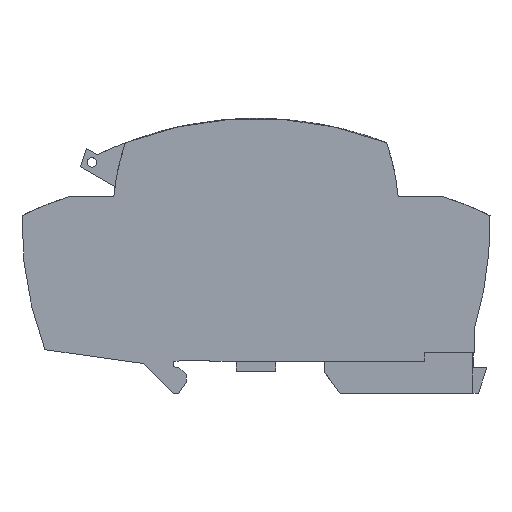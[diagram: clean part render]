
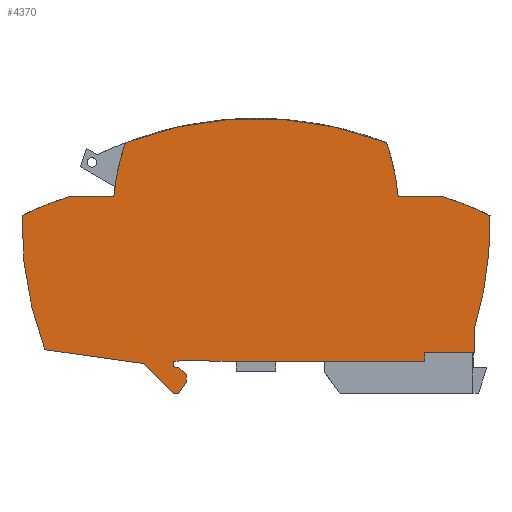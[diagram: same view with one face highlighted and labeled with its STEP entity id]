
A CAD part, left-side view. The second image highlights one B-rep face of the part: STEP entity #4370.
In plain terms, the highlighted face is planar.
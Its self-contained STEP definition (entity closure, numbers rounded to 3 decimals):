
#2310=CARTESIAN_POINT('',(-87.679,-51.544,
163.7));
#2320=DIRECTION('',(0.,0.,-1.));
#2330=DIRECTION('',(1.,0.,0.));
#2340=AXIS2_PLACEMENT_3D('',#2310,#2320,#2330);
#2350=PLANE('',#2340);
#2360=CARTESIAN_POINT('',(-53.443,42.322,
163.7));
#2370=DIRECTION('',(-1.,0.012,
0.));
#2380=VECTOR('',#2370,1.);
#2390=LINE('',#2360,#2380);
#2400=CARTESIAN_POINT('',(-3.061,41.703,
163.7));
#2410=VERTEX_POINT('',#2400);
#2420=CARTESIAN_POINT('',(-8.475,41.769,
163.7));
#2430=VERTEX_POINT('',#2420);
#2440=EDGE_CURVE('',#2410,#2430,#2390,.T.);
#2450=ORIENTED_EDGE('',*,*,#2440,.T.);
#2460=CARTESIAN_POINT('',(-53.498,37.914,
163.7));
#2470=DIRECTION('',(-0.997,-0.075,
0.));
#2480=VECTOR('',#2470,1.);
#2490=LINE('',#2460,#2480);
#2500=CARTESIAN_POINT('',(-0.773,41.875,
163.7));
#2510=VERTEX_POINT('',#2500);
#2520=EDGE_CURVE('',#2510,#2410,#2490,.T.);
#2530=ORIENTED_EDGE('',*,*,#2520,.T.);
#2540=CARTESIAN_POINT('',(-0.955,27.073,
163.7));
#2550=DIRECTION('',(0.012,1.,
0.));
#2560=VECTOR('',#2550,1.);
#2570=LINE('',#2540,#2560);
#2580=CARTESIAN_POINT('',(-0.759,42.975,
163.7));
#2590=VERTEX_POINT('',#2580);
#2600=EDGE_CURVE('',#2510,#2590,#2570,.T.);
#2610=ORIENTED_EDGE('',*,*,#2600,.F.);
#2620=CARTESIAN_POINT('',(-53.254,57.734,
163.7));
#2630=DIRECTION('',(-0.963,0.271,
0.));
#2640=VECTOR('',#2630,1.);
#2650=LINE('',#2620,#2640);
#2660=CARTESIAN_POINT('',(-2.053,43.338,
163.7));
#2670=VERTEX_POINT('',#2660);
#2680=EDGE_CURVE('',#2590,#2670,#2650,.T.);
#2690=ORIENTED_EDGE('',*,*,#2680,.F.);
#2700=CARTESIAN_POINT('',(13.996,26.89,
163.7));
#2710=DIRECTION('',(-0.698,0.716,
0.));
#2720=VECTOR('',#2710,1.);
#2730=LINE('',#2700,#2720);
#2740=CARTESIAN_POINT('',(-3.388,44.707,
163.7));
#2750=VERTEX_POINT('',#2740);
#2760=EDGE_CURVE('',#2670,#2750,#2730,.T.);
#2770=ORIENTED_EDGE('',*,*,#2760,.F.);
#2780=CARTESIAN_POINT('',(-3.605,27.106,
163.7));
#2790=DIRECTION('',(0.012,1.,
0.));
#2800=VECTOR('',#2790,1.);
#2810=LINE('',#2780,#2800);
#2820=CARTESIAN_POINT('',(-3.368,46.357,
163.7));
#2830=VERTEX_POINT('',#2820);
#2840=EDGE_CURVE('',#2750,#2830,#2810,.T.);
#2850=ORIENTED_EDGE('',*,*,#2840,.F.);
#2860=CARTESIAN_POINT('',(-17.084,27.272,
163.7));
#2870=DIRECTION('',(0.584,0.812,
0.));
#2880=VECTOR('',#2870,1.);
#2890=LINE('',#2860,#2880);
#2900=CARTESIAN_POINT('',(-1.658,48.736,
163.7));
#2910=VERTEX_POINT('',#2900);
#2920=EDGE_CURVE('',#2830,#2910,#2890,.T.);
#2930=ORIENTED_EDGE('',*,*,#2920,.F.);
#2940=CARTESIAN_POINT('',(-53.357,49.372,
163.7));
#2950=DIRECTION('',(1.,-0.012,
0.));
#2960=VECTOR('',#2950,1.);
#2970=LINE('',#2940,#2960);
#2980=CARTESIAN_POINT('',(-0.589,48.723,
163.7));
#2990=VERTEX_POINT('',#2980);
#3000=EDGE_CURVE('',#2910,#2990,#2970,.T.);
#3010=ORIENTED_EDGE('',*,*,#3000,.F.);
#3020=CARTESIAN_POINT('',(20.796,26.806,
163.7));
#3030=DIRECTION('',(0.698,-0.716,
0.));
#3040=VECTOR('',#3030,1.);
#3050=LINE('',#3020,#3040);
#3060=CARTESIAN_POINT('',(5.732,42.245,
163.7));
#3070=VERTEX_POINT('',#3060);
#3080=EDGE_CURVE('',#2990,#3070,#3050,.T.);
#3090=ORIENTED_EDGE('',*,*,#3080,.F.);
#3100=CARTESIAN_POINT('',(-53.333,51.31,
163.7));
#3110=DIRECTION('',(-0.988,0.152,
0.));
#3120=VECTOR('',#3110,1.);
#3130=LINE('',#3100,#3120);
#3140=CARTESIAN_POINT('',(26.628,39.038,
163.7));
#3150=VERTEX_POINT('',#3140);
#3160=EDGE_CURVE('',#3150,#3070,#3130,.T.);
#3170=ORIENTED_EDGE('',*,*,#3160,.T.);
#3180=CARTESIAN_POINT('',(-44.796,13.065,
163.7));
#3190=DIRECTION('',(0.,0.,-1.));
#3200=DIRECTION('',(0.992,0.127,
0.));
#3210=AXIS2_PLACEMENT_3D('',#3180,#3190,#3200);
#3220=CIRCLE('',#3210,76.);
#3230=CARTESIAN_POINT('',(31.158,10.416,
163.7));
#3240=VERTEX_POINT('',#3230);
#3250=EDGE_CURVE('',#3150,#3240,#3220,.T.);
#3260=ORIENTED_EDGE('',*,*,#3250,.F.);
#3270=CARTESIAN_POINT('',(-1.608,80.208,
163.7));
#3280=DIRECTION('',(0.,0.,1.));
#3290=DIRECTION('',(1.,-0.012,
0.));
#3300=AXIS2_PLACEMENT_3D('',#3270,#3280,#3290);
#3310=CIRCLE('',#3300,77.1);
#3320=CARTESIAN_POINT('',(21.024,6.504,
163.7));
#3330=VERTEX_POINT('',#3320);
#3340=EDGE_CURVE('',#3330,#3240,#3310,.T.);
#3350=ORIENTED_EDGE('',*,*,#3340,.T.);
#3360=CARTESIAN_POINT('',(-18.539,6.99,
163.7));
#3370=DIRECTION('',(-1.,0.012,
0.));
#3380=VECTOR('',#3370,1.);
#3390=LINE('',#3360,#3380);
#3400=CARTESIAN_POINT('',(11.568,6.62,
163.7));
#3410=VERTEX_POINT('',#3400);
#3420=EDGE_CURVE('',#3330,#3410,#3390,.T.);
#3430=ORIENTED_EDGE('',*,*,#3420,.F.);
#3440=CARTESIAN_POINT('',(-38.143,11.991,
163.7));
#3450=DIRECTION('',(0.,0.,1.));
#3460=DIRECTION('',(1.,-0.012,
0.));
#3470=AXIS2_PLACEMENT_3D('',#3440,#3450,#3460);
#3480=CIRCLE('',#3470,50.);
#3490=CARTESIAN_POINT('',(8.949,-4.813,
163.7));
#3500=VERTEX_POINT('',#3490);
#3510=EDGE_CURVE('',#3500,#3410,#3480,.T.);
#3520=ORIENTED_EDGE('',*,*,#3510,.T.);
#3530=CARTESIAN_POINT('',(-17.96,67.439,
163.7));
#3540=DIRECTION('',(0.,0.,-1.));
#3550=DIRECTION('',(0.012,1.,
0.));
#3560=AXIS2_PLACEMENT_3D('',#3530,#3540,#3550);
#3570=CIRCLE('',#3560,77.1);
#3580=CARTESIAN_POINT('',(-46.637,-4.13,
163.7));
#3590=VERTEX_POINT('',#3580);
#3600=EDGE_CURVE('',#3500,#3590,#3570,.T.);
#3610=ORIENTED_EDGE('',*,*,#3600,.F.);
#3620=CARTESIAN_POINT('',(0.854,11.512,
163.7));
#3630=DIRECTION('',(0.,0.,-1.));
#3640=DIRECTION('',(1.,-0.012,
0.));
#3650=AXIS2_PLACEMENT_3D('',#3620,#3630,#3640);
#3660=CIRCLE('',#3650,50.);
#3670=CARTESIAN_POINT('',(-48.974,7.365,
163.7));
#3680=VERTEX_POINT('',#3670);
#3690=EDGE_CURVE('',#3590,#3680,#3660,.T.);
#3700=ORIENTED_EDGE('',*,*,#3690,.F.);
#3710=CARTESIAN_POINT('',(-53.872,7.425,
163.7));
#3720=DIRECTION('',(-1.,0.012,
0.));
#3730=VECTOR('',#3720,1.);
#3740=LINE('',#3710,#3730);
#3750=CARTESIAN_POINT('',(-58.43,7.481,
163.7));
#3760=VERTEX_POINT('',#3750);
#3770=EDGE_CURVE('',#3680,#3760,#3740,.T.);
#3780=ORIENTED_EDGE('',*,*,#3770,.F.);
#3790=CARTESIAN_POINT('',(-33.993,80.606,
163.7));
#3800=DIRECTION('',(0.,0.,-1.));
#3810=DIRECTION('',(1.,-0.012,
0.));
#3820=AXIS2_PLACEMENT_3D('',#3790,#3800,#3810);
#3830=CIRCLE('',#3820,77.1);
#3840=CARTESIAN_POINT('',(-68.464,11.641,
163.7));
#3850=VERTEX_POINT('',#3840);
#3860=EDGE_CURVE('',#3760,#3850,#3830,.T.);
#3870=ORIENTED_EDGE('',*,*,#3860,.F.);
#3880=CARTESIAN_POINT('',(7.532,12.421,
163.7));
#3890=DIRECTION('',(0.,0.,1.));
#3900=DIRECTION('',(-0.988,0.151,
0.));
#3910=AXIS2_PLACEMENT_3D('',#3880,#3890,#3900);
#3920=CIRCLE('',#3910,76.);
#3930=CARTESIAN_POINT('',(-64.782,35.802,
163.7));
#3940=VERTEX_POINT('',#3930);
#3950=EDGE_CURVE('',#3940,#3850,#3920,.T.);
#3960=ORIENTED_EDGE('',*,*,#3950,.T.);
#3970=CARTESIAN_POINT('',(-64.88,27.859,
163.7));
#3980=DIRECTION('',(-0.012,-1.,
0.));
#3990=VECTOR('',#3980,1.);
#4000=LINE('',#3970,#3990);
#4010=CARTESIAN_POINT('',(-64.721,40.761,
163.7));
#4020=VERTEX_POINT('',#4010);
#4030=EDGE_CURVE('',#4020,#3940,#4000,.T.);
#4040=ORIENTED_EDGE('',*,*,#4030,.T.);
#4050=CARTESIAN_POINT('',(-53.464,40.622,
163.7));
#4060=DIRECTION('',(1.,-0.012,
0.));
#4070=VECTOR('',#4060,1.);
#4080=LINE('',#4050,#4070);
#4090=CARTESIAN_POINT('',(-54.182,40.631,
163.7));
#4100=VERTEX_POINT('',#4090);
#4110=EDGE_CURVE('',#4020,#4100,#4080,.T.);
#4120=ORIENTED_EDGE('',*,*,#4110,.F.);
#4130=CARTESIAN_POINT('',(-54.778,-7.797,
163.7));
#4140=DIRECTION('',(-0.012,-1.,
0.));
#4150=VECTOR('',#4140,1.);
#4160=LINE('',#4130,#4150);
#4170=CARTESIAN_POINT('',(-54.159,42.531,
163.7));
#4180=VERTEX_POINT('',#4170);
#4190=EDGE_CURVE('',#4180,#4100,#4160,.T.);
#4200=ORIENTED_EDGE('',*,*,#4190,.T.);
#4210=CARTESIAN_POINT('',(-18.107,42.088,
163.7));
#4220=DIRECTION('',(1.,-0.012,
0.));
#4230=VECTOR('',#4220,1.);
#4240=LINE('',#4210,#4230);
#4250=CARTESIAN_POINT('',(-8.472,41.969,
163.7));
#4260=VERTEX_POINT('',#4250);
#4270=EDGE_CURVE('',#4180,#4260,#4240,.T.);
#4280=ORIENTED_EDGE('',*,*,#4270,.F.);
#4290=CARTESIAN_POINT('',(-9.091,-8.359,
163.7));
#4300=DIRECTION('',(-0.012,-1.,
0.));
#4310=VECTOR('',#4300,1.);
#4320=LINE('',#4290,#4310);
#4330=EDGE_CURVE('',#4260,#2430,#4320,.T.);
#4340=ORIENTED_EDGE('',*,*,#4330,.F.);
#4350=EDGE_LOOP('',(#4340,#4280,#4200,#4120,#4040,#3960,#3870,#3780,
#3700,#3610,#3520,#3430,#3350,#3260,#3170,#3090,#3010,#2930,#2850,#2770,
#2690,#2610,#2530,#2450));
#4360=FACE_OUTER_BOUND('',#4350,.T.);
#4370=ADVANCED_FACE('',(#4360),#2350,.F.);
